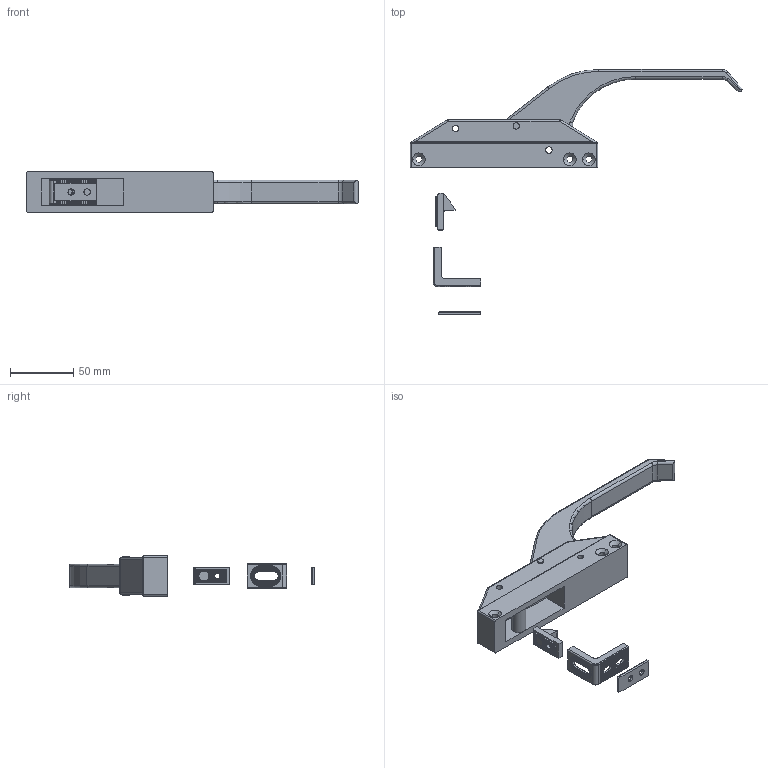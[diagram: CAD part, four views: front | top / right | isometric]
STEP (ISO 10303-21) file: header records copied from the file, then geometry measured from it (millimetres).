
FILE_DESCRIPTION (( 'STEP AP214' ), '1' );
FILE_NAME ('03308 Mechanical Cooler Latch Offset Locking Chrome 260mm.STEP', '2025-02-17T03:28:03', ( '' ), ( '' ), 'SwSTEP 2.0', 'SolidWorks 2024', '' );
FILE_SCHEMA (( 'AUTOMOTIVE_DESIGN' ));
Length unit declared in the file: millimetre
Products named in the file (7): 3308 - 2; 03308 Mechanical Cooler Latch Offset Locking Chrome 260mm; 3308 - 4; 3308 - 5; 3308 - 3; 3308 - 1; 3308 - 6
Assembly tree (6 placements, depth 2):
  03308 Mechanical Cooler Latch Offset Locking Chrome 260mm
    3308 - 4
    3308 - 1
    3308 - 2
    3308 - 3
    3308 - 5
    3308 - 6
Bounding box: 261.69 x 193.1 x 31.6 mm (x, y, z)
Volume: 179429.8 mm3; surface area: 50290.4 mm2
Topology: 6 solids, 6 shells, 1465 faces, 4182 edges, 2730 vertices
Faces by surface type: plane 1251, cylinder 166, torus 18, bspline 18, cone 12
Entity records: 47803 total; most frequent: CARTESIAN_POINT 9011, ORIENTED_EDGE 8360, DIRECTION 7677, EDGE_CURVE 4180, LINE 3453, VECTOR 3453, VERTEX_POINT 2730, AXIS2_PLACEMENT_3D 2112
